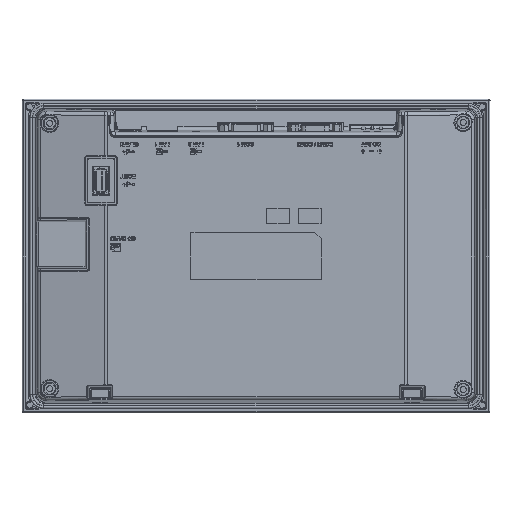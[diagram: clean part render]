
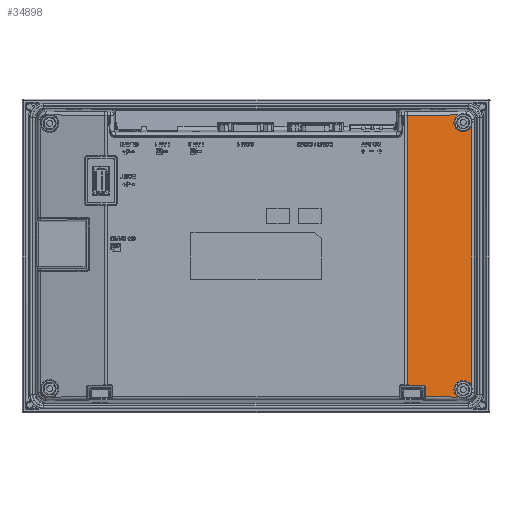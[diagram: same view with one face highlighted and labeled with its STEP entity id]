
A CAD part, front view. The second image highlights one B-rep face of the part: STEP entity #34898.
In plain terms, the highlighted planar face has unit normal (0.196, -0.981, 0).
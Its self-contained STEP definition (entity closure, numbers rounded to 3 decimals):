
#29581=CARTESIAN_POINT('',(97.51,-38.07,-81.157));
#29582=VERTEX_POINT('',#29581);
#29590=CARTESIAN_POINT('',(97.51,-38.07,-75.255));
#29591=VERTEX_POINT('',#29590);
#29592=CARTESIAN_POINT('',(97.51,-38.07,-81.157));
#29593=DIRECTION('',(0.,0.,1.));
#29594=VECTOR('',#29593,5.903);
#29595=LINE('',#29592,#29594);
#29596=EDGE_CURVE('',#29582,#29591,#29595,.T.);
#29806=CARTESIAN_POINT('',(96.716,-38.229,-74.45));
#29807=VERTEX_POINT('',#29806);
#29808=CARTESIAN_POINT('',(97.51,-38.07,-75.255));
#29809=CARTESIAN_POINT('',(97.512,-38.069,-75.154));
#29810=CARTESIAN_POINT('',(97.479,-38.076,-74.963));
#29811=CARTESIAN_POINT('',(97.289,-38.114,-74.668));
#29812=CARTESIAN_POINT('',(97.039,-38.164,-74.501));
#29813=CARTESIAN_POINT('',(96.831,-38.206,-74.455));
#29814=CARTESIAN_POINT('',(96.716,-38.229,-74.45));
#29815=B_SPLINE_CURVE_WITH_KNOTS('',3,(#29808,#29809,#29810,#29811,#29812,#29813,#29814),.UNSPECIFIED.,.F.,.F.,(4,1,1,1,4),(0.,0.25,0.5,0.75,1.),.UNSPECIFIED.);
#29816=EDGE_CURVE('',#29591,#29807,#29815,.T.);
#30092=CARTESIAN_POINT('',(87.483,-40.075,-74.385));
#30093=VERTEX_POINT('',#30092);
#30126=CARTESIAN_POINT('',(87.483,-40.075,81.052));
#30127=VERTEX_POINT('',#30126);
#30128=CARTESIAN_POINT('',(87.483,-40.075,-74.385));
#30129=DIRECTION('',(-0.,0.,1.));
#30130=VECTOR('',#30129,155.437);
#30131=LINE('',#30128,#30130);
#30132=EDGE_CURVE('',#30093,#30127,#30131,.T.);
#34767=CARTESIAN_POINT('',(116.472,-34.278,-81.356));
#34768=VERTEX_POINT('',#34767);
#34784=CARTESIAN_POINT('',(114.152,-34.741,-77.));
#34785=VERTEX_POINT('',#34784);
#34800=CARTESIAN_POINT('',(114.152,-34.741,-77.));
#34801=CARTESIAN_POINT('',(114.146,-34.743,-77.392));
#34802=CARTESIAN_POINT('',(114.232,-34.725,-78.169));
#34803=CARTESIAN_POINT('',(114.691,-34.634,-79.425));
#34804=CARTESIAN_POINT('',(115.358,-34.5,-80.439));
#34805=CARTESIAN_POINT('',(116.064,-34.359,-81.065));
#34806=CARTESIAN_POINT('',(116.472,-34.278,-81.356));
#34807=B_SPLINE_CURVE_WITH_KNOTS('',3,(#34800,#34801,#34802,#34803,#34804,#34805,#34806),.UNSPECIFIED.,.F.,.F.,(4,1,1,1,4),(0.,0.25,0.5,0.75,1.),.UNSPECIFIED.);
#34808=EDGE_CURVE('',#34785,#34768,#34807,.T.);
#34813=CARTESIAN_POINT('',(105.907,-36.39,0.));
#34814=DIRECTION('',(-0.196,0.981,0.));
#34815=DIRECTION('',(0.981,0.196,0.));
#34816=AXIS2_PLACEMENT_3D('',#34813,#34814,#34815);
#34817=PLANE('',#34816);
#34818=ORIENTED_EDGE('',*,*,#29816,.F.);
#34819=ORIENTED_EDGE('',*,*,#29596,.F.);
#34820=CARTESIAN_POINT('',(116.472,-34.278,-81.356));
#34821=DIRECTION('',(-0.981,-0.196,0.01));
#34822=VECTOR('',#34821,19.338);
#34823=LINE('',#34820,#34822);
#34824=EDGE_CURVE('',#34768,#29582,#34823,.T.);
#34825=ORIENTED_EDGE('',*,*,#34824,.F.);
#34826=ORIENTED_EDGE('',*,*,#34808,.F.);
#34827=CARTESIAN_POINT('',(124.331,-32.706,-75.192));
#34828=VERTEX_POINT('',#34827);
#34829=CARTESIAN_POINT('',(114.152,-34.741,-77.));
#34830=CARTESIAN_POINT('',(114.162,-34.739,-76.481));
#34831=CARTESIAN_POINT('',(114.306,-34.711,-75.499));
#34832=CARTESIAN_POINT('',(114.832,-34.605,-74.282));
#34833=CARTESIAN_POINT('',(115.836,-34.405,-73.054));
#34834=CARTESIAN_POINT('',(116.982,-34.175,-72.271));
#34835=CARTESIAN_POINT('',(118.336,-33.905,-71.791));
#34836=CARTESIAN_POINT('',(119.846,-33.603,-71.695));
#34837=CARTESIAN_POINT('',(121.315,-33.309,-72.038));
#34838=CARTESIAN_POINT('',(122.584,-33.055,-72.74));
#34839=CARTESIAN_POINT('',(123.663,-32.839,-73.807));
#34840=CARTESIAN_POINT('',(124.142,-32.743,-74.696));
#34841=CARTESIAN_POINT('',(124.331,-32.706,-75.192));
#34842=B_SPLINE_CURVE_WITH_KNOTS('',3,(#34829,#34830,#34831,#34832,#34833,#34834,#34835,#34836,#34837,#34838,#34839,#34840,#34841),.UNSPECIFIED.,.F.,.F.,(4,1,1,1,1,1,1,1,1,1,4),(0.,0.1,0.2,0.3,0.4,0.5,0.6,0.7,0.8,0.9,1.),.UNSPECIFIED.);
#34843=EDGE_CURVE('',#34785,#34828,#34842,.T.);
#34844=ORIENTED_EDGE('',*,*,#34843,.T.);
#34845=CARTESIAN_POINT('',(124.331,-32.706,75.192));
#34846=VERTEX_POINT('',#34845);
#34847=CARTESIAN_POINT('',(124.331,-32.706,-75.192));
#34848=DIRECTION('',(0.,-0.,1.));
#34849=VECTOR('',#34848,150.383);
#34850=LINE('',#34847,#34849);
#34851=EDGE_CURVE('',#34828,#34846,#34850,.T.);
#34852=ORIENTED_EDGE('',*,*,#34851,.T.);
#34853=CARTESIAN_POINT('',(114.152,-34.741,77.));
#34854=VERTEX_POINT('',#34853);
#34855=CARTESIAN_POINT('',(114.152,-34.741,77.));
#34856=CARTESIAN_POINT('',(114.138,-34.744,76.636));
#34857=CARTESIAN_POINT('',(114.226,-34.727,75.877));
#34858=CARTESIAN_POINT('',(114.663,-34.639,74.597));
#34859=CARTESIAN_POINT('',(115.534,-34.465,73.329));
#34860=CARTESIAN_POINT('',(116.768,-34.218,72.377));
#34861=CARTESIAN_POINT('',(118.255,-33.921,71.797));
#34862=CARTESIAN_POINT('',(119.74,-33.624,71.685));
#34863=CARTESIAN_POINT('',(121.259,-33.32,72.03));
#34864=CARTESIAN_POINT('',(122.509,-33.07,72.65));
#34865=CARTESIAN_POINT('',(123.756,-32.821,73.937));
#34866=CARTESIAN_POINT('',(124.184,-32.735,74.753));
#34867=CARTESIAN_POINT('',(124.331,-32.706,75.192));
#34868=B_SPLINE_CURVE_WITH_KNOTS('',3,(#34855,#34856,#34857,#34858,#34859,#34860,#34861,#34862,#34863,#34864,#34865,#34866,#34867),.UNSPECIFIED.,.F.,.F.,(4,1,1,1,1,1,1,1,1,1,4),(0.,0.1,0.2,0.3,0.4,0.5,0.6,0.7,0.8,0.9,1.),.UNSPECIFIED.);
#34869=EDGE_CURVE('',#34854,#34846,#34868,.T.);
#34870=ORIENTED_EDGE('',*,*,#34869,.F.);
#34871=CARTESIAN_POINT('',(116.472,-34.278,81.356));
#34872=VERTEX_POINT('',#34871);
#34873=CARTESIAN_POINT('',(114.152,-34.741,77.));
#34874=CARTESIAN_POINT('',(114.165,-34.739,77.475));
#34875=CARTESIAN_POINT('',(114.274,-34.717,78.361));
#34876=CARTESIAN_POINT('',(114.737,-34.624,79.497));
#34877=CARTESIAN_POINT('',(115.362,-34.499,80.436));
#34878=CARTESIAN_POINT('',(116.064,-34.359,81.057));
#34879=CARTESIAN_POINT('',(116.472,-34.278,81.356));
#34880=B_SPLINE_CURVE_WITH_KNOTS('',3,(#34873,#34874,#34875,#34876,#34877,#34878,#34879),.UNSPECIFIED.,.F.,.F.,(4,1,1,1,4),(0.,0.25,0.5,0.75,1.),.UNSPECIFIED.);
#34881=EDGE_CURVE('',#34854,#34872,#34880,.T.);
#34882=ORIENTED_EDGE('',*,*,#34881,.T.);
#34883=CARTESIAN_POINT('',(87.483,-40.075,81.052));
#34884=DIRECTION('',(0.981,0.196,0.01));
#34885=VECTOR('',#34884,29.564);
#34886=LINE('',#34883,#34885);
#34887=EDGE_CURVE('',#30127,#34872,#34886,.T.);
#34888=ORIENTED_EDGE('',*,*,#34887,.F.);
#34889=ORIENTED_EDGE('',*,*,#30132,.F.);
#34890=CARTESIAN_POINT('',(87.483,-40.075,-74.385));
#34891=DIRECTION('',(0.981,0.196,-0.007));
#34892=VECTOR('',#34891,9.416);
#34893=LINE('',#34890,#34892);
#34894=EDGE_CURVE('',#30093,#29807,#34893,.T.);
#34895=ORIENTED_EDGE('',*,*,#34894,.T.);
#34896=EDGE_LOOP('',(#34818,#34819,#34825,#34826,#34844,#34852,#34870,#34882,#34888,#34889,#34895));
#34897=FACE_BOUND('',#34896,.T.);
#34898=ADVANCED_FACE('',(#34897),#34817,.F.);
